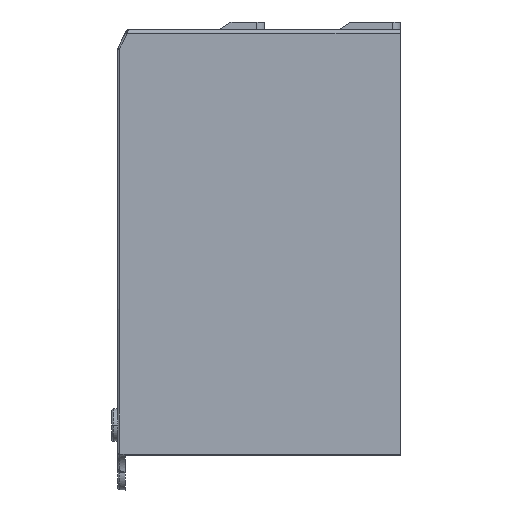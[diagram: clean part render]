
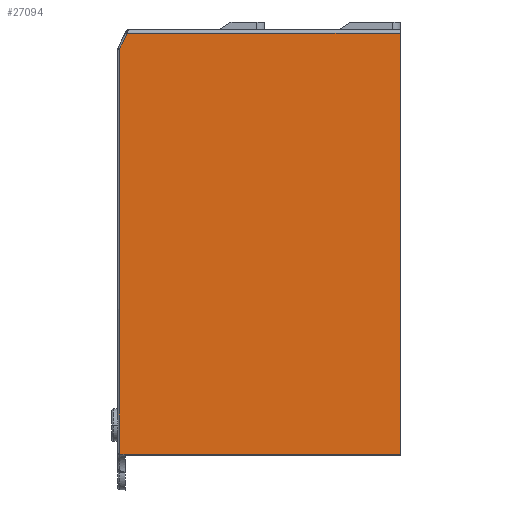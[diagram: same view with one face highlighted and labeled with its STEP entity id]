
A CAD part, left-side view. The second image highlights one B-rep face of the part: STEP entity #27094.
In plain terms, the highlighted planar face has unit normal (-1, 0, 0).
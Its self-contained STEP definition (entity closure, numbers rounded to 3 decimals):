
#10095=DIRECTION('',(0.,-0.447,0.894));
#10096=VECTOR('',#10095,4.604);
#10097=CARTESIAN_POINT('',(-52.5,1.5,94.882));
#10098=LINE('',#10097,#10096);
#10376=DIRECTION('',(0.,0.,-1.));
#10377=VECTOR('',#10376,105.982);
#10378=CARTESIAN_POINT('',(-52.5,1.5,94.882));
#10379=LINE('',#10378,#10377);
#10487=DIRECTION('',(0.,0.,-1.));
#10488=VECTOR('',#10487,110.1);
#10489=CARTESIAN_POINT('',(-52.5,-72.,99.));
#10490=LINE('',#10489,#10488);
#10494=DIRECTION('',(0.,1.,0.));
#10495=VECTOR('',#10494,72.);
#10496=CARTESIAN_POINT('',(-52.5,-72.,-11.1));
#10497=LINE('',#10496,#10495);
#10501=DIRECTION('',(0.,1.,0.));
#10502=VECTOR('',#10501,1.5);
#10503=CARTESIAN_POINT('',(-52.5,0.,-11.1));
#10504=LINE('',#10503,#10502);
#10523=DIRECTION('',(0.,-1.,0.));
#10524=VECTOR('',#10523,71.441);
#10525=CARTESIAN_POINT('',(-52.5,-0.559,
99.));
#10526=LINE('',#10525,#10524);
#16919=CARTESIAN_POINT('',(-52.5,0.,-11.1));
#16921=VERTEX_POINT('',#16919);
#16923=CARTESIAN_POINT('',(-52.5,-72.,-11.1));
#16924=VERTEX_POINT('',#16923);
#19560=CARTESIAN_POINT('',(-52.5,-72.,99.));
#19562=VERTEX_POINT('',#19560);
#19605=CARTESIAN_POINT('',(-52.5,1.5,-11.1));
#19606=VERTEX_POINT('',#19605);
#19619=CARTESIAN_POINT('',(-52.5,1.5,94.882));
#19620=CARTESIAN_POINT('',(-52.5,-0.559,
99.));
#19621=VERTEX_POINT('',#19619);
#19622=VERTEX_POINT('',#19620);
#27078=CARTESIAN_POINT('',(-52.5,0.,-11.1));
#27079=DIRECTION('',(-1.,0.,0.));
#27080=DIRECTION('',(0.,0.,1.));
#27081=AXIS2_PLACEMENT_3D('',#27078,#27079,#27080);
#27082=PLANE('',#27081);
#27083=ORIENTED_EDGE('',*,*,#26971,.F.);
#27084=ORIENTED_EDGE('',*,*,#26705,.T.);
#27086=ORIENTED_EDGE('',*,*,#27085,.T.);
#27087=ORIENTED_EDGE('',*,*,#25883,.T.);
#27089=ORIENTED_EDGE('',*,*,#27088,.T.);
#27091=ORIENTED_EDGE('',*,*,#27090,.T.);
#27092=EDGE_LOOP('',(#27083,#27084,#27086,#27087,#27089,#27091));
#27093=FACE_OUTER_BOUND('',#27092,.F.);
#27094=ADVANCED_FACE('',(#27093),#27082,.T.);
#25883=EDGE_CURVE('',#19562,#16924,#10490,.T.);
#26705=EDGE_CURVE('',#19621,#19622,#10098,.T.);
#26971=EDGE_CURVE('',#19621,#19606,#10379,.T.);
#27085=EDGE_CURVE('',#19622,#19562,#10526,.T.);
#27088=EDGE_CURVE('',#16924,#16921,#10497,.T.);
#27090=EDGE_CURVE('',#16921,#19606,#10504,.T.);
